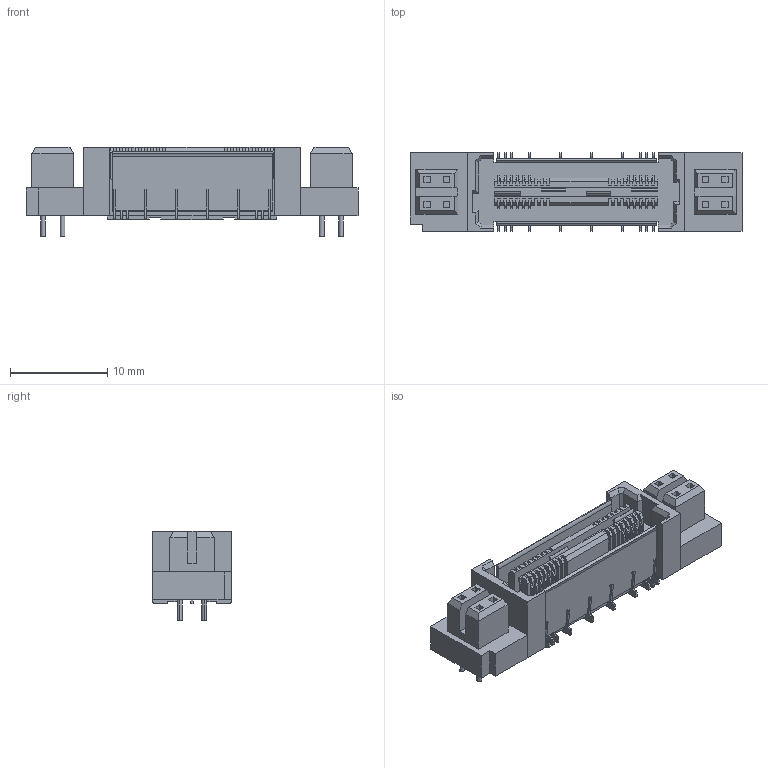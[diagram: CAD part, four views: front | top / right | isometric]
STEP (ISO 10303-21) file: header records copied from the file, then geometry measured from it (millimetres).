
FILE_DESCRIPTION((''),'2;1');
FILE_NAME('SAMTEC_QFSS-026-04.25-L-D-PC4.stp','2014-12-04T08:37:46',(''),(''),'Mechanical Desktop 2011','Mechanical Desktop 2011',', , ');
FILE_SCHEMA(('AUTOMOTIVE_DESIGN { 1 2 10303 214 1 1 1 1 }'));
Length unit declared in the file: millimetre
Products named in the file (1): Product
Bounding box: 34.21 x 8.13 x 9.22 mm (x, y, z)
Volume: 1173.7 mm3; surface area: 2288.5 mm2
Topology: 60 solids, 60 shells, 1086 faces, 2868 edges, 1904 vertices
Faces by surface type: plane 752, cylinder 308, bspline 26
Entity records: 33468 total; most frequent: CARTESIAN_POINT 5937, ORIENTED_EDGE 5736, DIRECTION 5606, EDGE_CURVE 2868, VECTOR 2252, LINE 2252, VERTEX_POINT 1904, AXIS2_PLACEMENT_3D 1677
